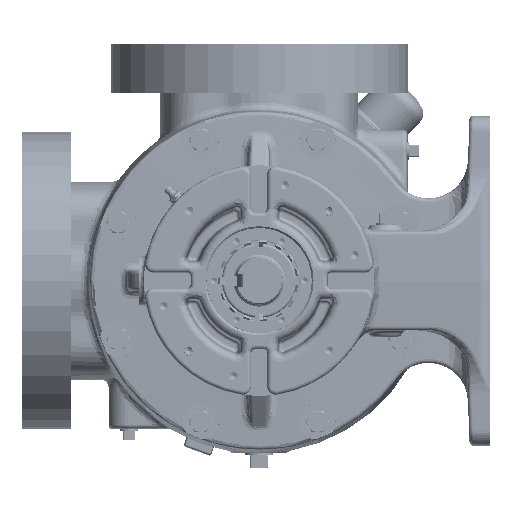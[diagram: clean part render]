
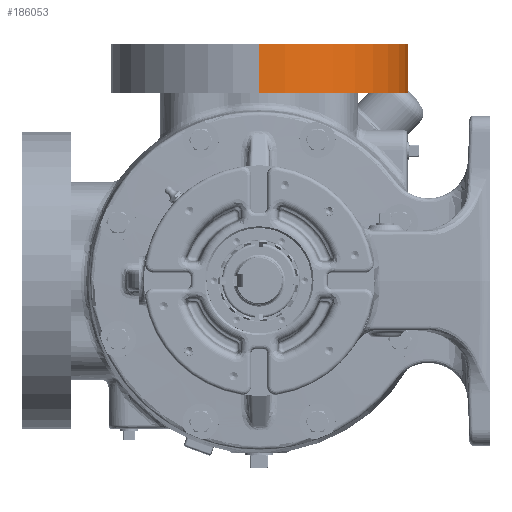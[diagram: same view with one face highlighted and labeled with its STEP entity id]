
A CAD part, left-side view. The second image highlights one B-rep face of the part: STEP entity #186053.
In plain terms, the highlighted cylindrical face has radius 114.3 mm (diameter 228.6 mm), a partial arc.
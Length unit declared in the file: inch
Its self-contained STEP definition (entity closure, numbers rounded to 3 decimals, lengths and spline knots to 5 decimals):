
#31543 = EDGE_CURVE ( 'NONE', #164697, #96534, #149661, .T. ) ;
#35349 = ORIENTED_EDGE ( 'NONE', *, *, #314195, .F. ) ;
#38494 = CIRCLE ( 'NONE', #219354, 4.5 ) ;
#44249 = AXIS2_PLACEMENT_3D ( 'NONE', #105429, #210039, #184375 ) ;
#65198 = VERTEX_POINT ( 'NONE', #168887 ) ;
#77397 = CIRCLE ( 'NONE', #44249, 4.5 ) ;
#77410 = DIRECTION ( 'NONE',  ( 0., 0., -1. ) ) ;
#77573 = CARTESIAN_POINT ( 'NONE',  ( -1.155, 0., 7.1875 ) ) ;
#79747 = CARTESIAN_POINT ( 'NONE',  ( -1.155, 0., 5.6875 ) ) ;
#81828 = DIRECTION ( 'NONE',  ( 0., 0., -1. ) ) ;
#95427 = CARTESIAN_POINT ( 'NONE',  ( 7.845, 0., 7.1875 ) ) ;
#96534 = VERTEX_POINT ( 'NONE', #79747 ) ;
#105429 = CARTESIAN_POINT ( 'NONE',  ( 3.345, 0., 5.6875 ) ) ;
#112936 = EDGE_LOOP ( 'NONE', ( #305750, #246729, #256227, #35349 ) ) ;
#116660 = CARTESIAN_POINT ( 'NONE',  ( 3.345, 0., 7.1875 ) ) ;
#123018 = DIRECTION ( 'NONE',  ( -1., 0., 0. ) ) ;
#131732 = CARTESIAN_POINT ( 'NONE',  ( 7.845, 0., 4.74913 ) ) ;
#149661 = LINE ( 'NONE', #254206, #297349 ) ;
#157411 = LINE ( 'NONE', #131732, #210926 ) ;
#164697 = VERTEX_POINT ( 'NONE', #77573 ) ;
#168887 = CARTESIAN_POINT ( 'NONE',  ( 7.845, 0., 5.6875 ) ) ;
#169776 = DIRECTION ( 'NONE',  ( -1., 0., 0. ) ) ;
#184375 = DIRECTION ( 'NONE',  ( -1., 0., 0. ) ) ;
#186053 = ADVANCED_FACE ( 'NONE', ( #191734 ), #196835, .T. ) ;
#191734 = FACE_OUTER_BOUND ( 'NONE', #112936, .T. ) ;
#196835 = CYLINDRICAL_SURFACE ( 'NONE', #299640, 4.5 ) ;
#198525 = DIRECTION ( 'NONE',  ( 0., 0., -1. ) ) ;
#207284 = VERTEX_POINT ( 'NONE', #95427 ) ;
#210039 = DIRECTION ( 'NONE',  ( 0., 0., -1. ) ) ;
#210926 = VECTOR ( 'NONE', #81828, 39.37008 ) ;
#219354 = AXIS2_PLACEMENT_3D ( 'NONE', #116660, #246932, #169776 ) ;
#241375 = EDGE_CURVE ( 'NONE', #207284, #164697, #38494, .T. ) ;
#246729 = ORIENTED_EDGE ( 'NONE', *, *, #241375, .T. ) ;
#246932 = DIRECTION ( 'NONE',  ( 0., 0., -1. ) ) ;
#254206 = CARTESIAN_POINT ( 'NONE',  ( -1.155, 0., 4.74913 ) ) ;
#256227 = ORIENTED_EDGE ( 'NONE', *, *, #31543, .T. ) ;
#297349 = VECTOR ( 'NONE', #77410, 39.37008 ) ;
#299640 = AXIS2_PLACEMENT_3D ( 'NONE', #303244, #198525, #123018 ) ;
#303244 = CARTESIAN_POINT ( 'NONE',  ( 3.345, 0., 4.74913 ) ) ;
#305750 = ORIENTED_EDGE ( 'NONE', *, *, #318497, .F. ) ;
#314195 = EDGE_CURVE ( 'NONE', #65198, #96534, #77397, .T. ) ;
#318497 = EDGE_CURVE ( 'NONE', #207284, #65198, #157411, .T. ) ;
